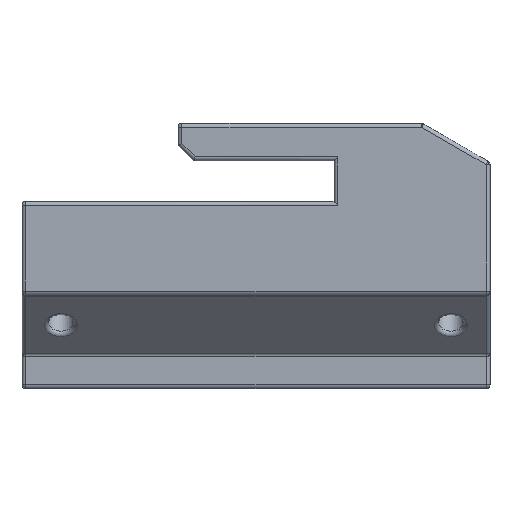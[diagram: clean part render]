
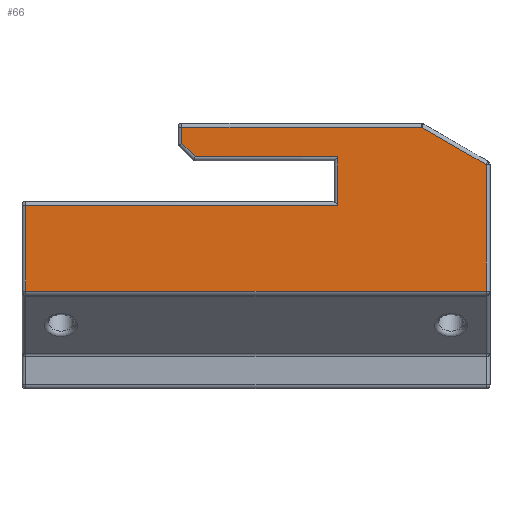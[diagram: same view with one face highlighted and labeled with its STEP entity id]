
A CAD part, front view. The second image highlights one B-rep face of the part: STEP entity #66.
In plain terms, the highlighted planar face has unit normal (0, -1, 0).
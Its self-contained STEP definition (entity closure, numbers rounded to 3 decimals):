
#66=ADVANCED_FACE('',(#380),#382,.T.);
#380=FACE_BOUND('',#381,.T.);
#381=EDGE_LOOP('',(#3024,#3025,#3026,#3027,#3028,#3029,#3030,#3031,#3032,#3033));
#382=PLANE('',#383);
#383=AXIS2_PLACEMENT_3D('',#384,#385,#386);
#384=CARTESIAN_POINT('',(-30.,-12.,0.));
#385=DIRECTION('',(0.,-1.,0.));
#386=DIRECTION('',(1.,0.,0.));
#3024=ORIENTED_EDGE('',*,*,#3890,.F.);
#3025=ORIENTED_EDGE('',*,*,#3891,.F.);
#3026=ORIENTED_EDGE('',*,*,#3892,.T.);
#3027=ORIENTED_EDGE('',*,*,#3893,.F.);
#3028=ORIENTED_EDGE('',*,*,#3894,.T.);
#3029=ORIENTED_EDGE('',*,*,#3895,.T.);
#3030=ORIENTED_EDGE('',*,*,#3896,.T.);
#3031=ORIENTED_EDGE('',*,*,#3897,.F.);
#3032=ORIENTED_EDGE('',*,*,#3898,.T.);
#3033=ORIENTED_EDGE('',*,*,#3899,.T.);
#3890=EDGE_CURVE('',#4457,#4458,#4459,.F.);
#3891=EDGE_CURVE('',#4460,#4457,#4461,.T.);
#3892=EDGE_CURVE('',#4460,#4462,#4463,.F.);
#3893=EDGE_CURVE('',#4464,#4462,#4465,.F.);
#3894=EDGE_CURVE('',#4464,#4466,#4467,.F.);
#3895=EDGE_CURVE('',#4466,#4468,#4469,.F.);
#3896=EDGE_CURVE('',#4468,#4470,#4471,.F.);
#3897=EDGE_CURVE('',#4472,#4470,#4473,.T.);
#3898=EDGE_CURVE('',#4472,#4474,#4475,.F.);
#3899=EDGE_CURVE('',#4474,#4458,#4476,.T.);
#4457=VERTEX_POINT('',#5427);
#4458=VERTEX_POINT('',#5428);
#4459=LINE('',#5429,#5430);
#4460=VERTEX_POINT('',#5432);
#4461=LINE('',#5433,#5434);
#4462=VERTEX_POINT('',#5436);
#4463=LINE('',#5437,#5438);
#4464=VERTEX_POINT('',#5440);
#4465=LINE('',#5441,#5442);
#4466=VERTEX_POINT('',#5444);
#4467=LINE('',#5445,#5446);
#4468=VERTEX_POINT('',#5448);
#4469=LINE('',#5449,#5450);
#4470=VERTEX_POINT('',#5452);
#4471=LINE('',#5453,#5454);
#4472=VERTEX_POINT('',#5456);
#4473=LINE('',#5457,#5458);
#4474=VERTEX_POINT('',#5460);
#4475=LINE('',#5461,#5462);
#4476=LINE('',#5464,#5465);
#5427=CARTESIAN_POINT('',(21.206,-12.,33.5));
#5428=CARTESIAN_POINT('',(29.5,-12.,28.711));
#5429=CARTESIAN_POINT('',(29.5,-12.,28.711));
#5430=VECTOR('',#5431,1.);
#5431=DIRECTION('',(-0.866,0.,0.5));
#5432=CARTESIAN_POINT('',(-9.5,-12.,33.5));
#5433=CARTESIAN_POINT('',(-9.5,-12.,33.5));
#5434=VECTOR('',#5435,1.);
#5435=DIRECTION('',(1.,0.,0.));
#5436=CARTESIAN_POINT('',(-9.5,-12.,31.407));
#5437=CARTESIAN_POINT('',(-9.5,-12.,31.407));
#5438=VECTOR('',#5439,1.);
#5439=DIRECTION('',(0.,0.,1.));
#5440=CARTESIAN_POINT('',(-7.793,-12.,29.7));
#5441=CARTESIAN_POINT('',(-9.5,-12.,31.407));
#5442=VECTOR('',#5443,1.);
#5443=DIRECTION('',(0.707,0.,-0.707));
#5444=CARTESIAN_POINT('',(10.5,-12.,29.7));
#5445=CARTESIAN_POINT('',(10.5,-12.,29.7));
#5446=VECTOR('',#5447,1.);
#5447=DIRECTION('',(-1.,0.,0.));
#5448=CARTESIAN_POINT('',(10.5,-12.,23.5));
#5449=CARTESIAN_POINT('',(10.5,-12.,23.5));
#5450=VECTOR('',#5451,1.);
#5451=DIRECTION('',(0.,0.,1.));
#5452=CARTESIAN_POINT('',(-29.5,-12.,23.5));
#5453=CARTESIAN_POINT('',(-29.5,-12.,23.5));
#5454=VECTOR('',#5455,1.);
#5455=DIRECTION('',(1.,0.,0.));
#5456=CARTESIAN_POINT('',(-29.5,-12.,12.5));
#5457=CARTESIAN_POINT('',(-29.5,-12.,12.5));
#5458=VECTOR('',#5459,1.);
#5459=DIRECTION('',(0.,0.,1.));
#5460=CARTESIAN_POINT('',(29.5,-12.,12.5));
#5461=CARTESIAN_POINT('',(29.5,-12.,12.5));
#5462=VECTOR('',#5463,1.);
#5463=DIRECTION('',(-1.,0.,0.));
#5464=CARTESIAN_POINT('',(29.5,-12.,12.5));
#5465=VECTOR('',#5466,1.);
#5466=DIRECTION('',(0.,0.,1.));
